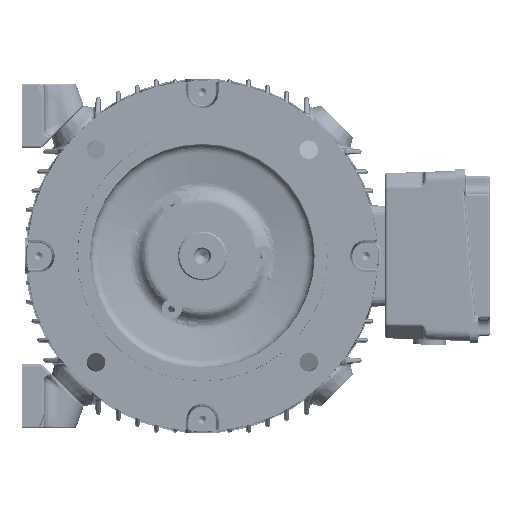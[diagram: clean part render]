
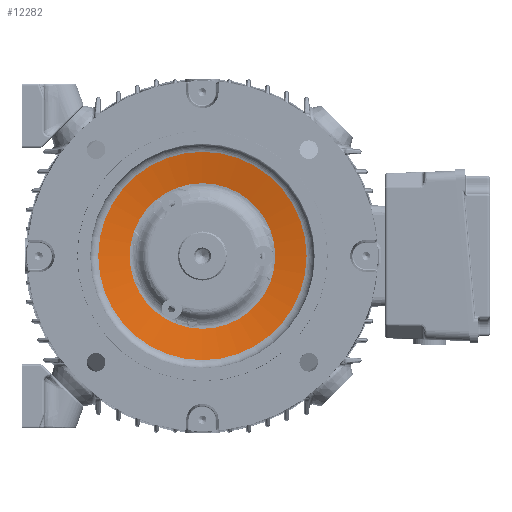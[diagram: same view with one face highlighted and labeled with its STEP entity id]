
A CAD part, left-side view. The second image highlights one B-rep face of the part: STEP entity #12282.
In plain terms, the highlighted conical face has half-angle 79.903 degrees and reference radius 72.602 mm.
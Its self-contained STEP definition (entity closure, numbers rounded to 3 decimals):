
#12282 = ADVANCED_FACE( '', ( #29531, #29532 ), #29533, .F. );
#29531 = FACE_OUTER_BOUND( '', #108228, .T. );
#29532 = FACE_BOUND( '', #108229, .T. );
#29533 = CONICAL_SURFACE( '', #108230, 72.602, 1.395 );
#108228 = EDGE_LOOP( '', ( #240924 ) );
#108229 = EDGE_LOOP( '', ( #240925 ) );
#108230 = AXIS2_PLACEMENT_3D( '', #240926, #240927, #240928 );
#240924 = ORIENTED_EDGE( '', *, *, #288421, .T. );
#240925 = ORIENTED_EDGE( '', *, *, #276571, .F. );
#240926 = CARTESIAN_POINT( '', ( -228.352, 0., 0. ) );
#240927 = DIRECTION( '', ( -1., 0., 0. ) );
#240928 = DIRECTION( '', ( 0., 1., 0. ) );
#276571 = EDGE_CURVE( '', #303980, #303980, #303981, .T. );
#288421 = EDGE_CURVE( '', #322369, #322369, #322370, .T. );
#303980 = VERTEX_POINT( '', #346466 );
#303981 = CIRCLE( '', #346467, 72.602 );
#322369 = VERTEX_POINT( '', #418929 );
#322370 = CIRCLE( '', #418930, 103.908 );
#346466 = CARTESIAN_POINT( '', ( -228.352, 72.602, 0. ) );
#346467 = AXIS2_PLACEMENT_3D( '', #470915, #470916, #470917 );
#418929 = CARTESIAN_POINT( '', ( -233.927, 103.908, 0. ) );
#418930 = AXIS2_PLACEMENT_3D( '', #485541, #485542, #485543 );
#470915 = CARTESIAN_POINT( '', ( -228.352, 0., 0. ) );
#470916 = DIRECTION( '', ( -1., 0., 0. ) );
#470917 = DIRECTION( '', ( 0., 1., 0. ) );
#485541 = CARTESIAN_POINT( '', ( -233.927, 0., 0. ) );
#485542 = DIRECTION( '', ( -1., 0., 0. ) );
#485543 = DIRECTION( '', ( 0., 1., 0. ) );
